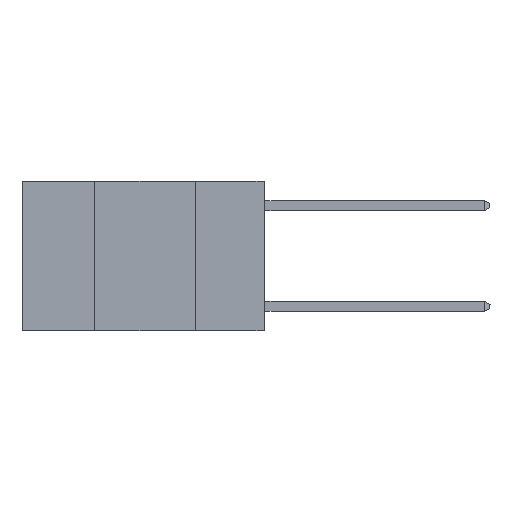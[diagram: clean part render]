
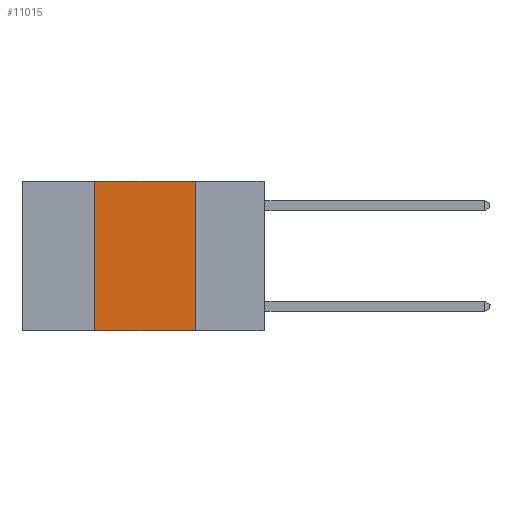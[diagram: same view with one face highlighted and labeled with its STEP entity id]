
A CAD part, left-side view. The second image highlights one B-rep face of the part: STEP entity #11015.
In plain terms, the highlighted planar face has unit normal (-1, 0, 0).
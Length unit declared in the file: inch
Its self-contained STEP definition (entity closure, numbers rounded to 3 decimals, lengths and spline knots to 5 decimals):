
#497 = CARTESIAN_POINT ( 'NONE',  ( 0., 0.17, 0. ) ) ;
#1005 = VECTOR ( 'NONE', #10695, 39.37008 ) ;
#1070 = CARTESIAN_POINT ( 'NONE',  ( 0., 0.42, -0.37 ) ) ;
#1238 = LINE ( 'NONE', #5773, #12468 ) ;
#1920 = EDGE_CURVE ( 'NONE', #2423, #5154, #4075, .T. ) ;
#2423 = VERTEX_POINT ( 'NONE', #497 ) ;
#3052 = CARTESIAN_POINT ( 'NONE',  ( 0., 0.17, -0.37 ) ) ;
#3691 = ORIENTED_EDGE ( 'NONE', *, *, #1920, .F. ) ;
#3768 = PLANE ( 'NONE',  #11719 ) ;
#4056 = ORIENTED_EDGE ( 'NONE', *, *, #7202, .F. ) ;
#4067 = LINE ( 'NONE', #8591, #1005 ) ;
#4075 = LINE ( 'NONE', #5049, #12258 ) ;
#4667 = LINE ( 'NONE', #5158, #6925 ) ;
#4687 = DIRECTION ( 'NONE',  ( 0., 0., -1. ) ) ;
#4915 = DIRECTION ( 'NONE',  ( 1., 0., 0. ) ) ;
#5049 = CARTESIAN_POINT ( 'NONE',  ( 0., 0.17, 0. ) ) ;
#5109 = VERTEX_POINT ( 'NONE', #13649 ) ;
#5154 = VERTEX_POINT ( 'NONE', #3052 ) ;
#5158 = CARTESIAN_POINT ( 'NONE',  ( 0., 0.6, -0.37 ) ) ;
#5482 = EDGE_CURVE ( 'NONE', #5109, #2423, #1238, .T. ) ;
#5773 = CARTESIAN_POINT ( 'NONE',  ( 0., 0.6, 0. ) ) ;
#6860 = DIRECTION ( 'NONE',  ( 0., -1., 0. ) ) ;
#6925 = VECTOR ( 'NONE', #9488, 39.37008 ) ;
#7202 = EDGE_CURVE ( 'NONE', #8135, #5109, #4067, .T. ) ;
#7486 = EDGE_LOOP ( 'NONE', ( #3691, #9513, #4056, #12577 ) ) ;
#8135 = VERTEX_POINT ( 'NONE', #1070 ) ;
#8591 = CARTESIAN_POINT ( 'NONE',  ( 0., 0.42, 0. ) ) ;
#8886 = FACE_OUTER_BOUND ( 'NONE', #7486, .T. ) ;
#9488 = DIRECTION ( 'NONE',  ( 0., -1., 0. ) ) ;
#9513 = ORIENTED_EDGE ( 'NONE', *, *, #5482, .F. ) ;
#9730 = EDGE_CURVE ( 'NONE', #8135, #5154, #4667, .T. ) ;
#10695 = DIRECTION ( 'NONE',  ( 0., 0., 1. ) ) ;
#11015 = ADVANCED_FACE ( 'NONE', ( #8886 ), #3768, .F. ) ;
#11263 = CARTESIAN_POINT ( 'NONE',  ( 0., 0.6, 0. ) ) ;
#11719 = AXIS2_PLACEMENT_3D ( 'NONE', #11263, #4915, #12334 ) ;
#12258 = VECTOR ( 'NONE', #4687, 39.37008 ) ;
#12334 = DIRECTION ( 'NONE',  ( 0., 0., -1. ) ) ;
#12468 = VECTOR ( 'NONE', #6860, 39.37008 ) ;
#12577 = ORIENTED_EDGE ( 'NONE', *, *, #9730, .T. ) ;
#13649 = CARTESIAN_POINT ( 'NONE',  ( 0., 0.42, 0. ) ) ;
